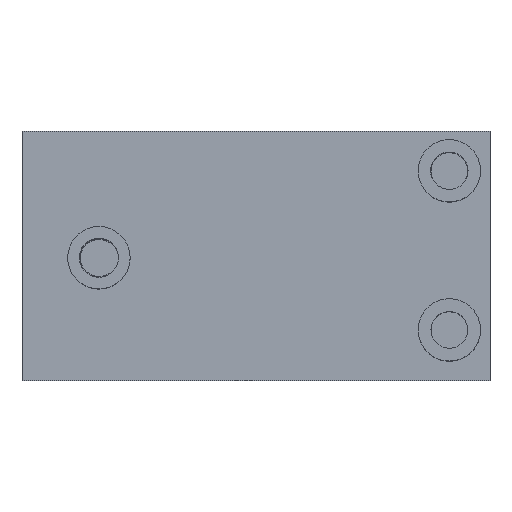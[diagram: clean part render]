
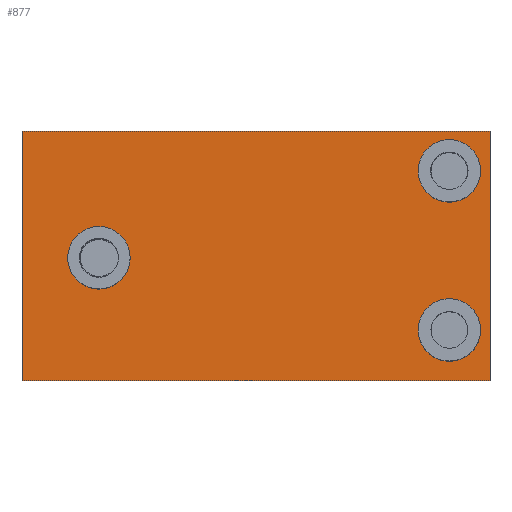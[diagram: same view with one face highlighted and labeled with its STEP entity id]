
A CAD part, top view. The second image highlights one B-rep face of the part: STEP entity #877.
In plain terms, the highlighted planar face has unit normal (0, 0, 1).
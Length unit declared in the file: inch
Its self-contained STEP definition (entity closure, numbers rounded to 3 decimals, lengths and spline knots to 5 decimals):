
#1 = DIRECTION ( 'NONE',  ( 0., 0., -1. ) ) ;
#5 = DIRECTION ( 'NONE',  ( 1., 0., 0. ) ) ;
#19 = ORIENTED_EDGE ( 'NONE', *, *, #381, .F. ) ;
#48 = EDGE_CURVE ( 'NONE', #893, #750, #831, .T. ) ;
#77 = DIRECTION ( 'NONE',  ( 0., 0., 1. ) ) ;
#78 = VERTEX_POINT ( 'NONE', #176 ) ;
#176 = CARTESIAN_POINT ( 'NONE',  ( -0.92204, 1.10593, 2.60923 ) ) ;
#180 = DIRECTION ( 'NONE',  ( -1., 0., 0. ) ) ;
#211 = CARTESIAN_POINT ( 'NONE',  ( 1.52434, 0.64329, 2.60923 ) ) ;
#212 = ORIENTED_EDGE ( 'NONE', *, *, #964, .F. ) ;
#218 = DIRECTION ( 'NONE',  ( 0., 0., 1. ) ) ;
#228 = VERTEX_POINT ( 'NONE', #547 ) ;
#229 = DIRECTION ( 'NONE',  ( -1., 0., 0. ) ) ;
#232 = AXIS2_PLACEMENT_3D ( 'NONE', #1302, #1573, #1564 ) ;
#246 = ORIENTED_EDGE ( 'NONE', *, *, #1344, .F. ) ;
#271 = EDGE_CURVE ( 'NONE', #1626, #1257, #1530, .T. ) ;
#307 = DIRECTION ( 'NONE',  ( -1., 0., 0. ) ) ;
#350 = CARTESIAN_POINT ( 'NONE',  ( 1.52434, 1.66309, 2.60923 ) ) ;
#359 = EDGE_CURVE ( 'NONE', #1635, #1616, #626, .T. ) ;
#367 = DIRECTION ( 'NONE',  ( -1., 0., 0. ) ) ;
#381 = EDGE_CURVE ( 'NONE', #750, #893, #978, .T. ) ;
#389 = CIRCLE ( 'NONE', #1079, 0.2 ) ;
#420 = ORIENTED_EDGE ( 'NONE', *, *, #561, .F. ) ;
#458 = EDGE_LOOP ( 'NONE', ( #246, #420, #212, #1091 ) ) ;
#511 = CARTESIAN_POINT ( 'NONE',  ( 1.78496, 0.11893, 2.60923 ) ) ;
#516 = CARTESIAN_POINT ( 'NONE',  ( -1.21504, 0.11893, 2.60923 ) ) ;
#547 = CARTESIAN_POINT ( 'NONE',  ( 1.78496, 0.31893, 2.60923 ) ) ;
#561 = EDGE_CURVE ( 'NONE', #228, #1151, #1663, .T. ) ;
#566 = DIRECTION ( 'NONE',  ( -1., 0., 0. ) ) ;
#571 = VECTOR ( 'NONE', #5, 39.37008 ) ;
#601 = CARTESIAN_POINT ( 'NONE',  ( 1.32434, 1.66309, 2.60923 ) ) ;
#612 = FACE_BOUND ( 'NONE', #628, .T. ) ;
#626 = CIRCLE ( 'NONE', #647, 0.2 ) ;
#627 = DIRECTION ( 'NONE',  ( 0., 1., 0. ) ) ;
#628 = EDGE_LOOP ( 'NONE', ( #1574, #631 ) ) ;
#631 = ORIENTED_EDGE ( 'NONE', *, *, #1570, .F. ) ;
#636 = CARTESIAN_POINT ( 'NONE',  ( 1.78496, 1.91893, 2.60923 ) ) ;
#647 = AXIS2_PLACEMENT_3D ( 'NONE', #350, #218, #367 ) ;
#736 = FACE_BOUND ( 'NONE', #999, .T. ) ;
#749 = CIRCLE ( 'NONE', #1399, 0.2 ) ;
#750 = VERTEX_POINT ( 'NONE', #1217 ) ;
#757 = LINE ( 'NONE', #511, #918 ) ;
#779 = DIRECTION ( 'NONE',  ( -1., 0., 0. ) ) ;
#801 = AXIS2_PLACEMENT_3D ( 'NONE', #1342, #846, #229 ) ;
#819 = VERTEX_POINT ( 'NONE', #843 ) ;
#828 = CIRCLE ( 'NONE', #801, 0.2 ) ;
#831 = CIRCLE ( 'NONE', #232, 0.2 ) ;
#843 = CARTESIAN_POINT ( 'NONE',  ( -0.52204, 1.10593, 2.60923 ) ) ;
#846 = DIRECTION ( 'NONE',  ( 0., 0., 1. ) ) ;
#850 = PLANE ( 'NONE',  #1433 ) ;
#863 = ORIENTED_EDGE ( 'NONE', *, *, #359, .F. ) ;
#865 = AXIS2_PLACEMENT_3D ( 'NONE', #211, #1062, #180 ) ;
#877 = ADVANCED_FACE ( 'NONE', ( #1252, #612, #736, #1515 ), #850, .F. ) ;
#893 = VERTEX_POINT ( 'NONE', #988 ) ;
#918 = VECTOR ( 'NONE', #1046, 39.37008 ) ;
#964 = EDGE_CURVE ( 'NONE', #1257, #228, #757, .T. ) ;
#978 = CIRCLE ( 'NONE', #865, 0.2 ) ;
#988 = CARTESIAN_POINT ( 'NONE',  ( 1.32434, 0.64329, 2.60923 ) ) ;
#992 = CARTESIAN_POINT ( 'NONE',  ( -1.21504, 1.91893, 2.60923 ) ) ;
#999 = EDGE_LOOP ( 'NONE', ( #1321, #863 ) ) ;
#1027 = ORIENTED_EDGE ( 'NONE', *, *, #48, .F. ) ;
#1046 = DIRECTION ( 'NONE',  ( 0., -1., 0. ) ) ;
#1062 = DIRECTION ( 'NONE',  ( 0., 0., 1. ) ) ;
#1079 = AXIS2_PLACEMENT_3D ( 'NONE', #1581, #1208, #307 ) ;
#1085 = VECTOR ( 'NONE', #779, 39.37008 ) ;
#1090 = CARTESIAN_POINT ( 'NONE',  ( -0.72204, 1.10593, 2.60923 ) ) ;
#1091 = ORIENTED_EDGE ( 'NONE', *, *, #271, .F. ) ;
#1138 = EDGE_CURVE ( 'NONE', #1616, #1635, #389, .T. ) ;
#1151 = VERTEX_POINT ( 'NONE', #1248 ) ;
#1166 = CARTESIAN_POINT ( 'NONE',  ( -1.46504, 0.31893, 2.60923 ) ) ;
#1208 = DIRECTION ( 'NONE',  ( 0., 0., 1. ) ) ;
#1217 = CARTESIAN_POINT ( 'NONE',  ( 1.72434, 0.64329, 2.60923 ) ) ;
#1248 = CARTESIAN_POINT ( 'NONE',  ( -1.21504, 0.31893, 2.60923 ) ) ;
#1252 = FACE_OUTER_BOUND ( 'NONE', #458, .T. ) ;
#1257 = VERTEX_POINT ( 'NONE', #636 ) ;
#1261 = CARTESIAN_POINT ( 'NONE',  ( -1.46504, 0.11893, 2.60923 ) ) ;
#1302 = CARTESIAN_POINT ( 'NONE',  ( 1.52434, 0.64329, 2.60923 ) ) ;
#1306 = CARTESIAN_POINT ( 'NONE',  ( -1.46504, 1.91893, 2.60923 ) ) ;
#1321 = ORIENTED_EDGE ( 'NONE', *, *, #1138, .F. ) ;
#1342 = CARTESIAN_POINT ( 'NONE',  ( -0.72204, 1.10593, 2.60923 ) ) ;
#1344 = EDGE_CURVE ( 'NONE', #1151, #1626, #1413, .T. ) ;
#1348 = CARTESIAN_POINT ( 'NONE',  ( 1.72434, 1.66309, 2.60923 ) ) ;
#1399 = AXIS2_PLACEMENT_3D ( 'NONE', #1090, #77, #566 ) ;
#1413 = LINE ( 'NONE', #516, #1622 ) ;
#1433 = AXIS2_PLACEMENT_3D ( 'NONE', #1261, #1, #1633 ) ;
#1515 = FACE_BOUND ( 'NONE', #1522, .T. ) ;
#1522 = EDGE_LOOP ( 'NONE', ( #1027, #19 ) ) ;
#1530 = LINE ( 'NONE', #1306, #571 ) ;
#1564 = DIRECTION ( 'NONE',  ( -1., 0., 0. ) ) ;
#1570 = EDGE_CURVE ( 'NONE', #819, #78, #828, .T. ) ;
#1573 = DIRECTION ( 'NONE',  ( 0., 0., 1. ) ) ;
#1574 = ORIENTED_EDGE ( 'NONE', *, *, #1607, .F. ) ;
#1581 = CARTESIAN_POINT ( 'NONE',  ( 1.52434, 1.66309, 2.60923 ) ) ;
#1607 = EDGE_CURVE ( 'NONE', #78, #819, #749, .T. ) ;
#1616 = VERTEX_POINT ( 'NONE', #601 ) ;
#1622 = VECTOR ( 'NONE', #627, 39.37008 ) ;
#1626 = VERTEX_POINT ( 'NONE', #992 ) ;
#1633 = DIRECTION ( 'NONE',  ( -1., 0., 0. ) ) ;
#1635 = VERTEX_POINT ( 'NONE', #1348 ) ;
#1663 = LINE ( 'NONE', #1166, #1085 ) ;
